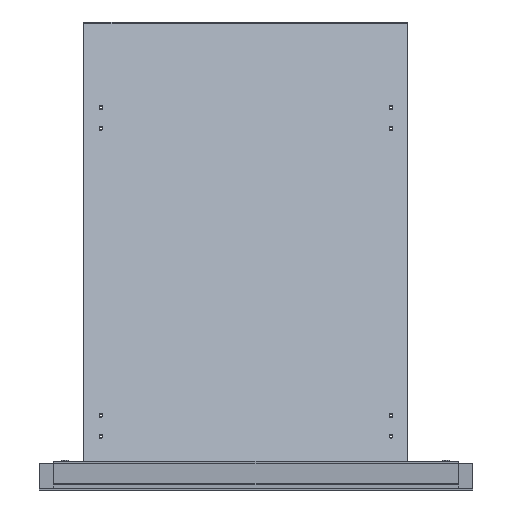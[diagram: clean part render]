
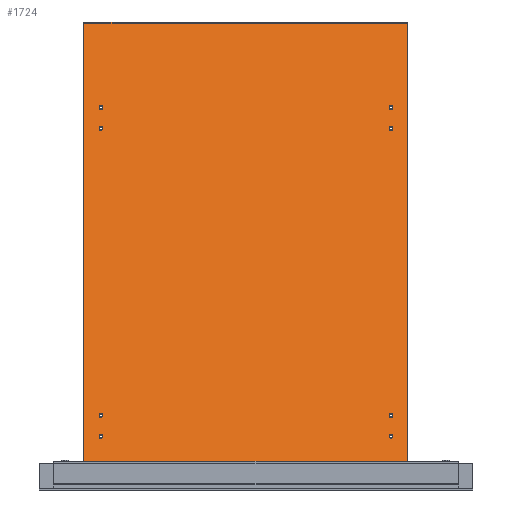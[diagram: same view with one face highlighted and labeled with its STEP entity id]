
A CAD part, front view. The second image highlights one B-rep face of the part: STEP entity #1724.
In plain terms, the highlighted face is planar.
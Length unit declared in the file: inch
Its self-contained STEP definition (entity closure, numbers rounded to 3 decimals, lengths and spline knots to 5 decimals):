
#205=FACE_BOUND('',#555,.T.);
#206=FACE_BOUND('',#556,.T.);
#207=FACE_BOUND('',#557,.T.);
#208=FACE_BOUND('',#558,.T.);
#209=FACE_BOUND('',#559,.T.);
#210=FACE_BOUND('',#560,.T.);
#211=FACE_BOUND('',#561,.T.);
#212=FACE_BOUND('',#562,.T.);
#288=CIRCLE('',#1978,0.1325);
#289=CIRCLE('',#1979,0.1325);
#290=CIRCLE('',#1980,0.1325);
#291=CIRCLE('',#1981,0.1325);
#292=CIRCLE('',#1982,0.1325);
#293=CIRCLE('',#1983,0.1325);
#294=CIRCLE('',#1984,0.1325);
#295=CIRCLE('',#1985,0.1325);
#382=FACE_OUTER_BOUND('',#554,.T.);
#554=EDGE_LOOP('',(#1536,#1537,#1538,#1539));
#555=EDGE_LOOP('',(#1540));
#556=EDGE_LOOP('',(#1541));
#557=EDGE_LOOP('',(#1542));
#558=EDGE_LOOP('',(#1543));
#559=EDGE_LOOP('',(#1544));
#560=EDGE_LOOP('',(#1545));
#561=EDGE_LOOP('',(#1546));
#562=EDGE_LOOP('',(#1547));
#704=LINE('',#2914,#828);
#705=LINE('',#2916,#829);
#706=LINE('',#2918,#830);
#707=LINE('',#2919,#831);
#828=VECTOR('',#2431,24.);
#829=VECTOR('',#2432,36.);
#830=VECTOR('',#2433,24.);
#831=VECTOR('',#2434,36.);
#971=VERTEX_POINT('',#2912);
#972=VERTEX_POINT('',#2913);
#973=VERTEX_POINT('',#2915);
#974=VERTEX_POINT('',#2917);
#975=VERTEX_POINT('',#2920);
#976=VERTEX_POINT('',#2922);
#977=VERTEX_POINT('',#2924);
#978=VERTEX_POINT('',#2926);
#979=VERTEX_POINT('',#2928);
#980=VERTEX_POINT('',#2930);
#981=VERTEX_POINT('',#2932);
#982=VERTEX_POINT('',#2934);
#1166=EDGE_CURVE('',#971,#972,#704,.T.);
#1167=EDGE_CURVE('',#972,#973,#705,.T.);
#1168=EDGE_CURVE('',#973,#974,#706,.T.);
#1169=EDGE_CURVE('',#974,#971,#707,.T.);
#1170=EDGE_CURVE('',#975,#975,#288,.T.);
#1171=EDGE_CURVE('',#976,#976,#289,.T.);
#1172=EDGE_CURVE('',#977,#977,#290,.T.);
#1173=EDGE_CURVE('',#978,#978,#291,.T.);
#1174=EDGE_CURVE('',#979,#979,#292,.T.);
#1175=EDGE_CURVE('',#980,#980,#293,.T.);
#1176=EDGE_CURVE('',#981,#981,#294,.T.);
#1177=EDGE_CURVE('',#982,#982,#295,.T.);
#1536=ORIENTED_EDGE('',*,*,#1166,.T.);
#1537=ORIENTED_EDGE('',*,*,#1167,.T.);
#1538=ORIENTED_EDGE('',*,*,#1168,.T.);
#1539=ORIENTED_EDGE('',*,*,#1169,.T.);
#1540=ORIENTED_EDGE('',*,*,#1170,.F.);
#1541=ORIENTED_EDGE('',*,*,#1171,.F.);
#1542=ORIENTED_EDGE('',*,*,#1172,.F.);
#1543=ORIENTED_EDGE('',*,*,#1173,.F.);
#1544=ORIENTED_EDGE('',*,*,#1174,.F.);
#1545=ORIENTED_EDGE('',*,*,#1175,.F.);
#1546=ORIENTED_EDGE('',*,*,#1176,.F.);
#1547=ORIENTED_EDGE('',*,*,#1177,.F.);
#1640=PLANE('',#1977);
#1724=ADVANCED_FACE('',(#382,#205,#206,#207,#208,#209,#210,#211,#212),#1640,
 .F.);
#1977=AXIS2_PLACEMENT_3D('',#2911,#2429,#2430);
#1978=AXIS2_PLACEMENT_3D('',#2921,#2435,#2436);
#1979=AXIS2_PLACEMENT_3D('',#2923,#2437,#2438);
#1980=AXIS2_PLACEMENT_3D('',#2925,#2439,#2440);
#1981=AXIS2_PLACEMENT_3D('',#2927,#2441,#2442);
#1982=AXIS2_PLACEMENT_3D('',#2929,#2443,#2444);
#1983=AXIS2_PLACEMENT_3D('',#2931,#2445,#2446);
#1984=AXIS2_PLACEMENT_3D('',#2933,#2447,#2448);
#1985=AXIS2_PLACEMENT_3D('',#2935,#2449,#2450);
#2429=DIRECTION('center_axis',(0.,1.,0.));
#2430=DIRECTION('ref_axis',(1.,0.,0.));
#2431=DIRECTION('',(1.,0.,0.));
#2432=DIRECTION('',(0.,0.,1.));
#2433=DIRECTION('',(-1.,0.,0.));
#2434=DIRECTION('',(0.,0.,-1.));
#2435=DIRECTION('center_axis',(0.,-1.,0.));
#2436=DIRECTION('ref_axis',(0.,0.,-1.));
#2437=DIRECTION('center_axis',(0.,-1.,0.));
#2438=DIRECTION('ref_axis',(0.,0.,-1.));
#2439=DIRECTION('center_axis',(0.,-1.,0.));
#2440=DIRECTION('ref_axis',(0.,0.,-1.));
#2441=DIRECTION('center_axis',(0.,-1.,0.));
#2442=DIRECTION('ref_axis',(0.,0.,-1.));
#2443=DIRECTION('center_axis',(0.,-1.,0.));
#2444=DIRECTION('ref_axis',(0.,0.,1.));
#2445=DIRECTION('center_axis',(0.,-1.,0.));
#2446=DIRECTION('ref_axis',(0.,0.,1.));
#2447=DIRECTION('center_axis',(0.,-1.,0.));
#2448=DIRECTION('ref_axis',(0.,0.,1.));
#2449=DIRECTION('center_axis',(0.,-1.,0.));
#2450=DIRECTION('ref_axis',(0.,0.,1.));
#2911=CARTESIAN_POINT('Origin',(0.,0.,0.));
#2912=CARTESIAN_POINT('',(-12.,0.,-18.));
#2913=CARTESIAN_POINT('',(12.,0.,-18.));
#2914=CARTESIAN_POINT('',(-12.,0.,-18.));
#2915=CARTESIAN_POINT('',(12.,0.,18.));
#2916=CARTESIAN_POINT('',(12.,0.,-18.));
#2917=CARTESIAN_POINT('',(-12.,0.,18.));
#2918=CARTESIAN_POINT('',(12.,0.,18.));
#2919=CARTESIAN_POINT('',(-12.,0.,18.));
#2920=CARTESIAN_POINT('',(10.75,0.,14.1175));
#2921=CARTESIAN_POINT('Origin',(10.75,0.,14.25));
#2922=CARTESIAN_POINT('',(10.75,0.,12.4925));
#2923=CARTESIAN_POINT('Origin',(10.75,0.,12.625));
#2924=CARTESIAN_POINT('',(10.75,0.,-9.8825));
#2925=CARTESIAN_POINT('Origin',(10.75,0.,-9.75));
#2926=CARTESIAN_POINT('',(10.75,0.,-11.5075));
#2927=CARTESIAN_POINT('Origin',(10.75,0.,-11.375));
#2928=CARTESIAN_POINT('',(-10.75,0.,14.3825));
#2929=CARTESIAN_POINT('Origin',(-10.75,0.,14.25));
#2930=CARTESIAN_POINT('',(-10.75,0.,12.7575));
#2931=CARTESIAN_POINT('Origin',(-10.75,0.,12.625));
#2932=CARTESIAN_POINT('',(-10.75,0.,-9.6175));
#2933=CARTESIAN_POINT('Origin',(-10.75,0.,-9.75));
#2934=CARTESIAN_POINT('',(-10.75,0.,-11.2425));
#2935=CARTESIAN_POINT('Origin',(-10.75,0.,-11.375));
